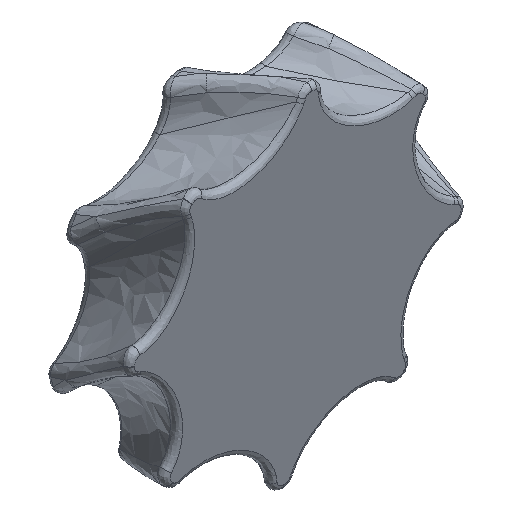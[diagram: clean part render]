
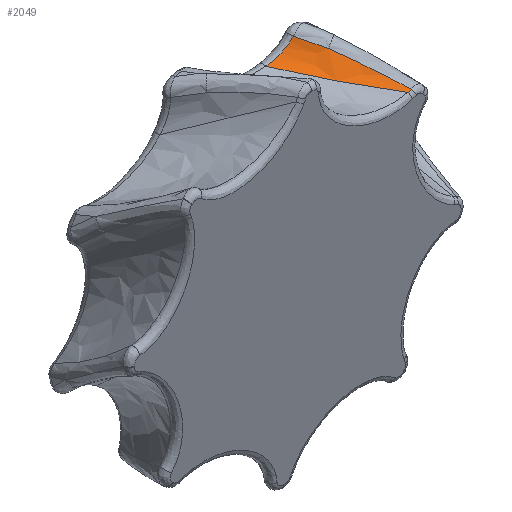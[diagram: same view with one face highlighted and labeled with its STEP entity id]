
A CAD part, isometric view. The second image highlights one B-rep face of the part: STEP entity #2049.
In plain terms, the highlighted free-form (B-spline) face has degree [3, 3] with [4, 4] control points.
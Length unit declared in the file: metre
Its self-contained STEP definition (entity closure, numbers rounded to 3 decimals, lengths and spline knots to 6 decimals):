
#126=(
BOUNDED_SURFACE()
B_SPLINE_SURFACE(3,3,((#6344,#6345,#6346,#6347),(#6348,#6349,#6350,#6351),
(#6352,#6353,#6354,#6355),(#6356,#6357,#6358,#6359)),
 .SURF_OF_REVOLUTION.,.F.,.F.,.F.)
B_SPLINE_SURFACE_WITH_KNOTS((4,4),(4,4),(0.332349,0.80319),
(0.,1.),.PIECEWISE_BEZIER_KNOTS.)
GEOMETRIC_REPRESENTATION_ITEM()
RATIONAL_B_SPLINE_SURFACE(((1.,0.969,0.969,1.),
(1.,0.969,0.969,1.),(1.,0.969,0.969,
1.),(1.,0.969,0.969,1.)))
REPRESENTATION_ITEM('')
SURFACE()
);
#205=B_SPLINE_CURVE_WITH_KNOTS('',3,(#3529,#3530,#3531,#3532),
 .UNSPECIFIED.,.F.,.F.,(4,4),(0.,1.),.UNSPECIFIED.);
#254=B_SPLINE_CURVE_WITH_KNOTS('',3,(#4527,#4528,#4529,#4530,#4531,#4532,
#4533,#4534,#4535),.UNSPECIFIED.,.F.,.F.,(4,1,1,1,1,1,4),(0.,0.25,0.375,
0.5,0.625,0.75,1.),.UNSPECIFIED.);
#361=B_SPLINE_CURVE_WITH_KNOTS('',3,(#6332,#6333,#6334,#6335,#6336,#6337,
#6338,#6339,#6340,#6341,#6342,#6343),.UNSPECIFIED.,.F.,.F.,(4,1,1,1,1,1,
1,1,1,4),(0.,0.25,0.3125,0.375,0.4375,0.5,0.625,0.6875,0.75,1.),
 .UNSPECIFIED.);
#362=B_SPLINE_CURVE_WITH_KNOTS('',3,(#6360,#6361,#6362,#6363),
 .UNSPECIFIED.,.F.,.F.,(4,4),(-0.072329,0.),.UNSPECIFIED.);
#363=B_SPLINE_CURVE_WITH_KNOTS('',3,(#6365,#6366,#6367,#6368,#6369,#6370,
#6371,#6372,#6373,#6374,#6375,#6376,#6377,#6378,#6379,#6380,#6381,#6382,
#6383,#6384,#6385,#6386,#6387,#6388,#6389,#6390,#6391,#6392),
 .UNSPECIFIED.,.F.,.F.,(4,3,3,3,3,3,3,3,3,4),(0.335152,0.355759,
0.370306,0.381219,0.440614,0.458282,
0.47034,0.500008,0.741875,0.790864),
 .UNSPECIFIED.);
#816=ORIENTED_EDGE('',*,*,#1367,.F.);
#817=ORIENTED_EDGE('',*,*,#1366,.T.);
#818=ORIENTED_EDGE('',*,*,#1191,.T.);
#819=ORIENTED_EDGE('',*,*,#1244,.F.);
#820=ORIENTED_EDGE('',*,*,#1368,.T.);
#1191=EDGE_CURVE('',#1511,#1509,#205,.T.);
#1244=EDGE_CURVE('',#1540,#1509,#254,.F.);
#1366=EDGE_CURVE('',#1624,#1511,#361,.T.);
#1367=EDGE_CURVE('',#1624,#1625,#362,.T.);
#1368=EDGE_CURVE('',#1540,#1625,#363,.T.);
#1509=VERTEX_POINT('',#3527);
#1511=VERTEX_POINT('',#3533);
#1540=VERTEX_POINT('',#4525);
#1624=VERTEX_POINT('',#6331);
#1625=VERTEX_POINT('',#6364);
#1757=EDGE_LOOP('',(#816,#817,#818,#819,#820));
#1895=FACE_BOUND('',#1757,.T.);
#2049=ADVANCED_FACE('',(#1895),#126,.F.);
#3527=CARTESIAN_POINT('',(0.085464,0.006287,0.027114));
#3529=CARTESIAN_POINT('',(0.08846,0.002713,0.025399));
#3530=CARTESIAN_POINT('',(0.08752,0.003957,0.025996));
#3531=CARTESIAN_POINT('',(0.08652,0.005145,0.026574));
#3532=CARTESIAN_POINT('',(0.085464,0.006287,0.027114));
#3533=CARTESIAN_POINT('',(0.08846,0.002713,0.025399));
#4525=CARTESIAN_POINT('',(0.080504,0.006491,0.024593));
#4527=CARTESIAN_POINT('',(0.085464,0.006287,0.027114));
#4528=CARTESIAN_POINT('',(0.085186,0.006295,0.026785));
#4529=CARTESIAN_POINT('',(0.084694,0.006313,0.026317));
#4530=CARTESIAN_POINT('',(0.083917,0.006342,0.02578));
#4531=CARTESIAN_POINT('',(0.083219,0.00637,0.025401));
#4532=CARTESIAN_POINT('',(0.082638,0.006394,0.025151));
#4533=CARTESIAN_POINT('',(0.08176,0.006433,0.024842));
#4534=CARTESIAN_POINT('',(0.081027,0.006466,0.024673));
#4535=CARTESIAN_POINT('',(0.080504,0.006491,0.024593));
#6331=CARTESIAN_POINT('',(0.093954,-0.007398,0.021083));
#6332=CARTESIAN_POINT('',(0.093954,-0.007398,0.021083));
#6333=CARTESIAN_POINT('',(0.09363,-0.006548,0.021351));
#6334=CARTESIAN_POINT('',(0.093172,-0.005449,0.021736));
#6335=CARTESIAN_POINT('',(0.092542,-0.004106,0.02226));
#6336=CARTESIAN_POINT('',(0.092197,-0.003404,0.022545));
#6337=CARTESIAN_POINT('',(0.091889,-0.002804,0.022796));
#6338=CARTESIAN_POINT('',(0.09144,-0.001961,0.02316));
#6339=CARTESIAN_POINT('',(0.09097,-0.001128,0.023534));
#6340=CARTESIAN_POINT('',(0.090454,-0.000267,0.023935));
#6341=CARTESIAN_POINT('',(0.089714,0.000923,0.0245));
#6342=CARTESIAN_POINT('',(0.089033,0.001927,0.024999));
#6343=CARTESIAN_POINT('',(0.08846,0.002713,0.025399));
#6344=CARTESIAN_POINT('',(0.083327,0.008328,0.027882));
#6345=CARTESIAN_POINT('',(0.082573,0.008044,0.026478));
#6346=CARTESIAN_POINT('',(0.081574,0.007439,0.025358));
#6347=CARTESIAN_POINT('',(0.080423,0.00657,0.024626));
#6348=CARTESIAN_POINT('',(0.088063,0.003977,0.02622));
#6349=CARTESIAN_POINT('',(0.087263,0.003675,0.024728));
#6350=CARTESIAN_POINT('',(0.086201,0.003032,0.023538));
#6351=CARTESIAN_POINT('',(0.084977,0.002108,0.022759));
#6352=CARTESIAN_POINT('',(0.09244,-0.000887,0.024855));
#6353=CARTESIAN_POINT('',(0.091659,-0.001181,0.023399));
#6354=CARTESIAN_POINT('',(0.090623,-0.001808,0.022237));
#6355=CARTESIAN_POINT('',(0.089429,-0.00271,0.021477));
#6356=CARTESIAN_POINT('',(0.096341,-0.006138,0.023823));
#6357=CARTESIAN_POINT('',(0.095646,-0.0064,0.022527));
#6358=CARTESIAN_POINT('',(0.094724,-0.006958,0.021493));
#6359=CARTESIAN_POINT('',(0.093661,-0.007761,0.020817));
#6360=CARTESIAN_POINT('',(0.093954,-0.007398,0.021083));
#6361=CARTESIAN_POINT('',(0.093748,-0.007387,0.021005));
#6362=CARTESIAN_POINT('',(0.093539,-0.007376,0.020935));
#6363=CARTESIAN_POINT('',(0.093328,-0.007364,0.020871));
#6364=CARTESIAN_POINT('',(0.093328,-0.007364,0.020871));
#6365=CARTESIAN_POINT('',(0.080504,0.006491,0.024593));
#6366=CARTESIAN_POINT('',(0.080703,0.006295,0.024511));
#6367=CARTESIAN_POINT('',(0.080902,0.006099,0.024431));
#6368=CARTESIAN_POINT('',(0.081101,0.005902,0.024352));
#6369=CARTESIAN_POINT('',(0.081242,0.005763,0.024296));
#6370=CARTESIAN_POINT('',(0.081382,0.005624,0.024241));
#6371=CARTESIAN_POINT('',(0.081522,0.005484,0.024186));
#6372=CARTESIAN_POINT('',(0.081627,0.005379,0.024145));
#6373=CARTESIAN_POINT('',(0.081732,0.005274,0.024104));
#6374=CARTESIAN_POINT('',(0.081837,0.005169,0.024064));
#6375=CARTESIAN_POINT('',(0.082409,0.004597,0.023844));
#6376=CARTESIAN_POINT('',(0.082978,0.00402,0.023633));
#6377=CARTESIAN_POINT('',(0.083546,0.003437,0.023432));
#6378=CARTESIAN_POINT('',(0.083715,0.003264,0.023372));
#6379=CARTESIAN_POINT('',(0.083883,0.00309,0.023314));
#6380=CARTESIAN_POINT('',(0.084052,0.002916,0.023255));
#6381=CARTESIAN_POINT('',(0.084167,0.002797,0.023216));
#6382=CARTESIAN_POINT('',(0.084282,0.002678,0.023176));
#6383=CARTESIAN_POINT('',(0.084397,0.002559,0.023137));
#6384=CARTESIAN_POINT('',(0.084679,0.002265,0.023042));
#6385=CARTESIAN_POINT('',(0.084961,0.00197,0.022948));
#6386=CARTESIAN_POINT('',(0.085242,0.001674,0.022857));
#6387=CARTESIAN_POINT('',(0.087537,-0.000741,0.022115));
#6388=CARTESIAN_POINT('',(0.089794,-0.003238,0.021529));
#6389=CARTESIAN_POINT('',(0.091996,-0.0058,0.021107));
#6390=CARTESIAN_POINT('',(0.092442,-0.006319,0.021022));
#6391=CARTESIAN_POINT('',(0.092886,-0.00684,0.020943));
#6392=CARTESIAN_POINT('',(0.093328,-0.007364,0.020871));
